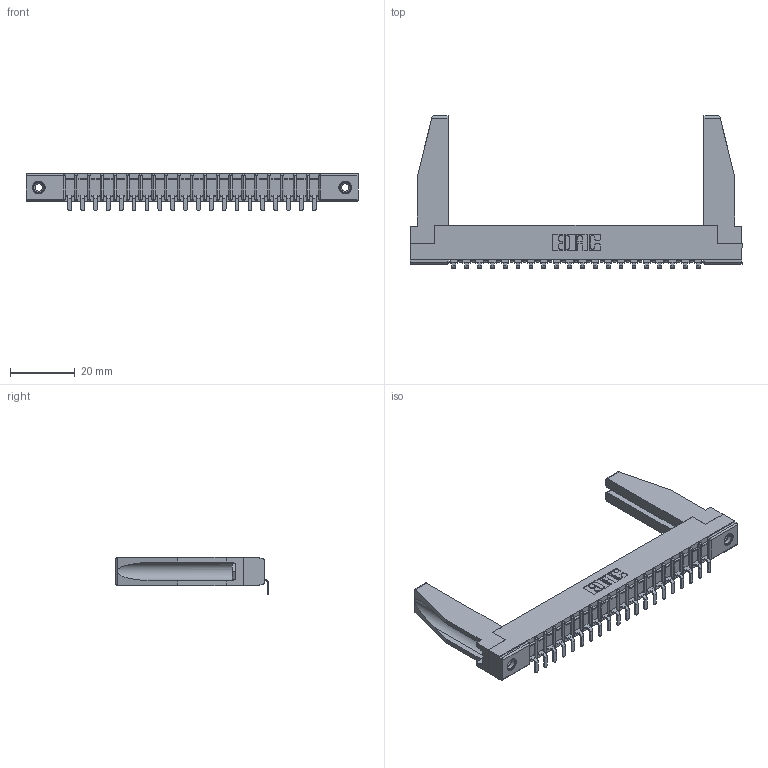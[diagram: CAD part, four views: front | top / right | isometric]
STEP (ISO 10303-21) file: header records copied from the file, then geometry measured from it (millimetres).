
FILE_DESCRIPTION (( 'STEP AP203' ), '1' );
FILE_NAME ('307-020-553-178.STEP', '2019-09-04T23:13:07', ( '' ), ( '' ), 'SwSTEP 2.0', 'SolidWorks 2016', '' );
FILE_SCHEMA (( 'CONFIG_CONTROL_DESIGN' ));
Length unit declared in the file: inch
Products named in the file (5): 307-020-553-178; 307-290-002_553; 345-250-001_345-250-001-102; 307-220-078; 307 Part_.156 Dia Mounting Holes
Assembly tree (25 placements, depth 2):
  307-020-553-178
    307 Part_.156 Dia Mounting Holes
    307-290-002_553  x20
    307-220-078  x2
    345-250-001_345-250-001-102  x2
Bounding box: 102.26 x 47.03 x 11.51 mm (x, y, z)
Volume: 10743.2 mm3; surface area: 15992.5 mm2
Topology: 25 solids, 25 shells, 1829 faces, 5533 edges, 3622 vertices
Faces by surface type: plane 1094, cylinder 677, sphere 42, cone 12, torus 4
Entity records: 23151 total; most frequent: CARTESIAN_POINT 3902, ORIENTED_EDGE 3848, DIRECTION 3758, EDGE_CURVE 1924, VECTOR 1466, LINE 1466, VERTEX_POINT 1248, AXIS2_PLACEMENT_3D 1146
